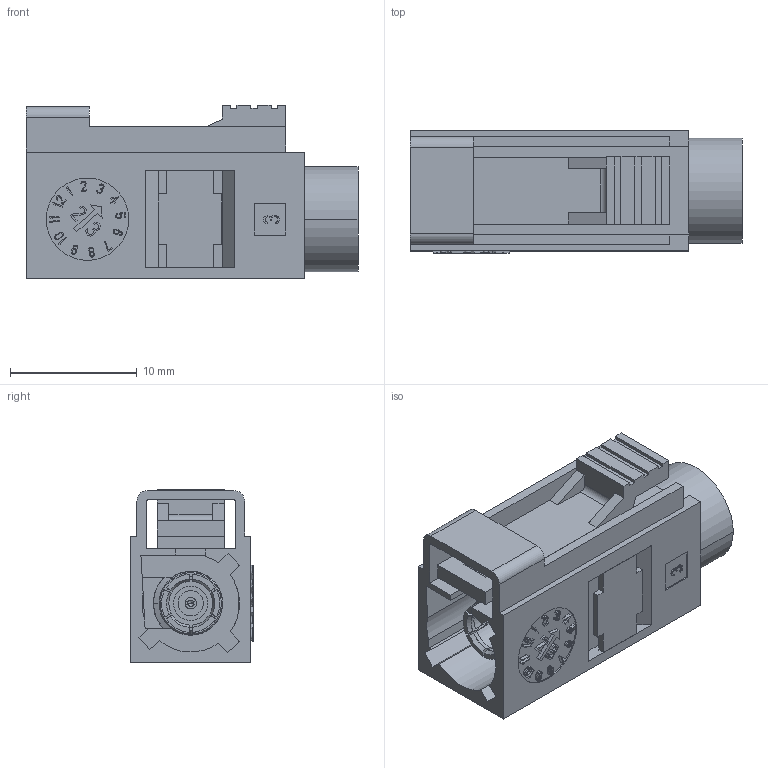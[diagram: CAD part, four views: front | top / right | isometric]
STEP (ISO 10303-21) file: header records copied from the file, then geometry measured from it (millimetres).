
FILE_DESCRIPTION((''),'2;1');
FILE_NAME('FAKRA-J_ASM','2023-10-16T09:20:15',('Administrator'),(''),'CREO PARAMETRIC BY PTC INC, 2018050','CREO PARAMETRIC BY PTC INC, 2018050','');
FILE_SCHEMA(('AUTOMOTIVE_DESIGN { 1 0 10303 214 1 1 1 1 }'));
Length unit declared in the file: millimetre
Products named in the file (7): 0SMBJ-FZ_1_1_; PTFE_1_1_; SHELL_1_1_; FAKRA-SHELL_1_1_; FAKRA000_1_1_; TG_1_1_; FAKRA-J_ASM
Assembly tree (6 placements, depth 2):
  FAKRA-J_ASM
    0SMBJ-FZ_1_1_
    PTFE_1_1_
    SHELL_1_1_
    FAKRA-SHELL_1_1_
    FAKRA000_1_1_
    TG_1_1_
Bounding box: 26.2 x 9.7 x 13.7 mm (x, y, z)
Volume: 1509.8 mm3; surface area: 3548.6 mm2
Topology: 6 solids, 6 shells, 956 faces, 2787 edges, 1863 vertices
Faces by surface type: plane 828, cylinder 100, cone 22, torus 6
Entity records: 39939 total; most frequent: CARTESIAN_POINT 5867, ORIENTED_EDGE 5566, DIRECTION 5070, EDGE_CURVE 2783, VECTOR 2437, LINE 2437, PRESENTATION_STYLE_ASSIGNMENT 2363, STYLED_ITEM 2363
